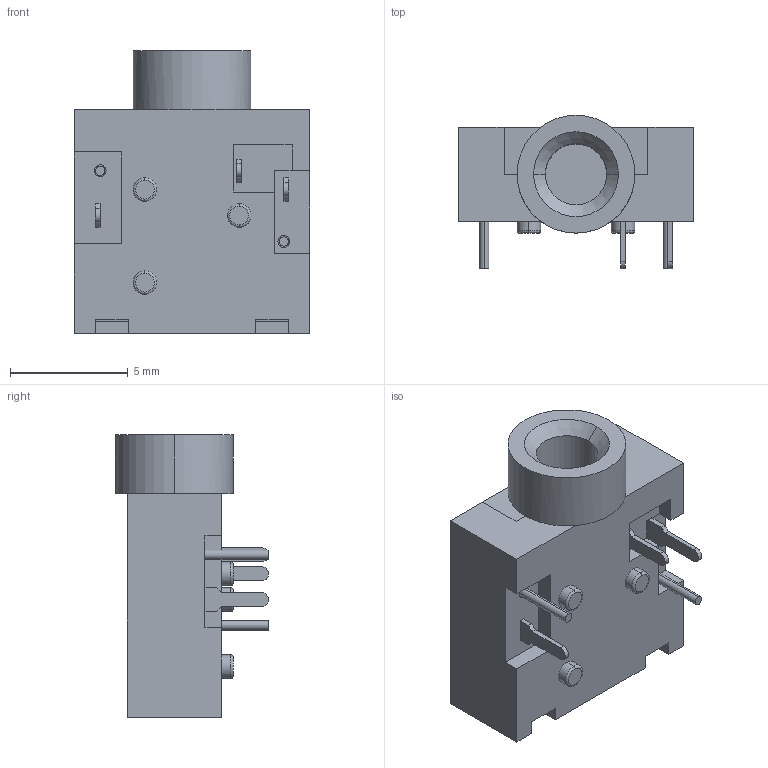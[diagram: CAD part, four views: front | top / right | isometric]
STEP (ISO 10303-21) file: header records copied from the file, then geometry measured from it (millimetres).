
FILE_DESCRIPTION (( 'STEP AP214' ), '1' );
FILE_NAME ('204.STEP', '2025-07-16T01:58:45', ( '' ), ( '' ), 'SwSTEP 2.0', 'SolidWorks 2018', '' );
FILE_SCHEMA (( 'AUTOMOTIVE_DESIGN' ));
Length unit declared in the file: millimetre
Products named in the file (1): 204
Bounding box: 10 x 6.5 x 12 mm (x, y, z)
Volume: 350.3 mm3; surface area: 763.2 mm2
Topology: 5 solids, 7 shells, 132 faces, 329 edges, 214 vertices
Faces by surface type: plane 102, cylinder 22, torus 6, cone 2
Entity records: 4304 total; most frequent: CARTESIAN_POINT 676, ORIENTED_EDGE 658, DIRECTION 655, EDGE_CURVE 329, VECTOR 269, LINE 269, VERTEX_POINT 214, AXIS2_PLACEMENT_3D 193
